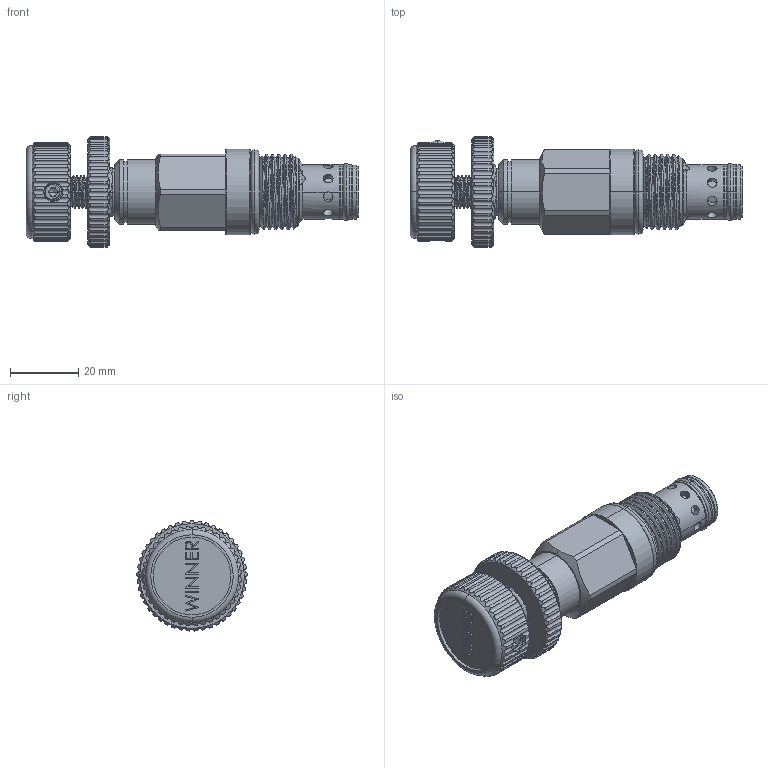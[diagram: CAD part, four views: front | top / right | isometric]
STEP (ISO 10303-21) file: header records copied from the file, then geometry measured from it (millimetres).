
FILE_DESCRIPTION (( 'STEP AP203' ), '1' );
FILE_NAME ('RP10W2G-K.STEP', '2020-03-24T03:52:30', ( '' ), ( '' ), 'SwSTEP 2.0', 'SolidWorks 2018', '' );
FILE_SCHEMA (( 'CONFIG_CONTROL_DESIGN' ));
Length unit declared in the file: millimetre
Products named in the file (1): RP10W2G-K
Bounding box: 97.07 x 32.2 x 32.18 mm (x, y, z)
Volume: 36390 mm3; surface area: 15786.2 mm2
Topology: 12 solids, 12 shells, 876 faces, 2362 edges, 1507 vertices
Faces by surface type: cylinder 426, plane 212, cone 84, torus 82, bspline 60, sphere 12
Entity records: 62161 total; most frequent: CARTESIAN_POINT 41833, ORIENTED_EDGE 4660, DIRECTION 3756, EDGE_CURVE 2330, VERTEX_POINT 1501, AXIS2_PLACEMENT_3D 1465, EDGE_LOOP 917, ADVANCED_FACE 876
